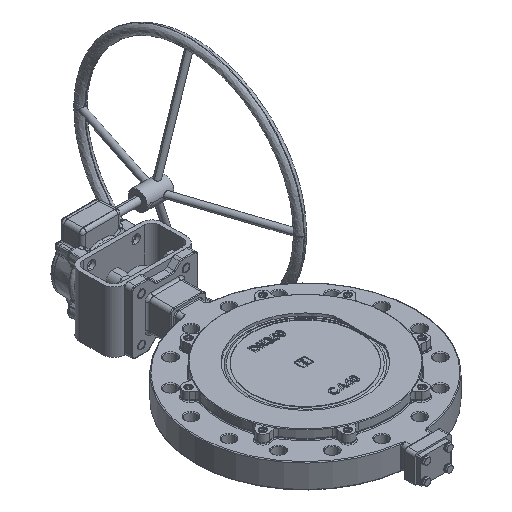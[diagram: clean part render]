
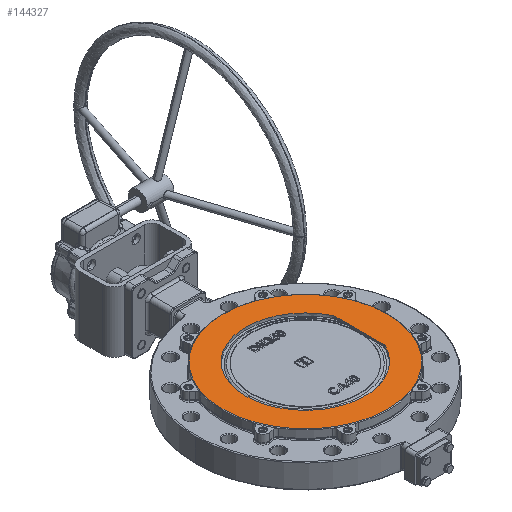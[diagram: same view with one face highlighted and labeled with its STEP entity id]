
A CAD part, isometric view. The second image highlights one B-rep face of the part: STEP entity #144327.
In plain terms, the highlighted planar face has unit normal (0, 0, 1).
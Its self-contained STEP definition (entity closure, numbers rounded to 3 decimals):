
#1386 = AXIS2_PLACEMENT_3D ( 'NONE', #270057, #244281, #328854 ) ;
#5164 = ORIENTED_EDGE ( 'NONE', *, *, #347408, .T. ) ;
#15954 = CARTESIAN_POINT ( 'NONE',  ( 141.5, -64.006, 56.5 ) ) ;
#30750 = CIRCLE ( 'NONE', #83713, 216. ) ;
#31397 = PLANE ( 'NONE',  #106154 ) ;
#33084 = CARTESIAN_POINT ( 'NONE',  ( 141.5, 64.006, 56.5 ) ) ;
#33386 = ORIENTED_EDGE ( 'NONE', *, *, #247436, .T. ) ;
#35035 = FACE_OUTER_BOUND ( 'NONE', #255495, .T. ) ;
#41882 = VERTEX_POINT ( 'NONE', #267419 ) ;
#42806 = VERTEX_POINT ( 'NONE', #33084 ) ;
#43243 = VERTEX_POINT ( 'NONE', #15954 ) ;
#45103 = LINE ( 'NONE', #157582, #206940 ) ;
#46135 = CARTESIAN_POINT ( 'NONE',  ( 140.491, -68.383, 56.5 ) ) ;
#51795 = CARTESIAN_POINT ( 'NONE',  ( -156.25, 0., 56.5 ) ) ;
#56911 = DIRECTION ( 'NONE',  ( 1., 0., 0. ) ) ;
#67555 = CARTESIAN_POINT ( 'NONE',  ( 0., 0., 56.5 ) ) ;
#70117 = CARTESIAN_POINT ( 'NONE',  ( 131.5, 64.006, 56.5 ) ) ;
#71522 = EDGE_CURVE ( 'NONE', #41882, #209105, #30750, .T. ) ;
#71863 = CARTESIAN_POINT ( 'NONE',  ( 0., 0., 56.5 ) ) ;
#83713 = AXIS2_PLACEMENT_3D ( 'NONE', #302041, #274462, #56911 ) ;
#96409 = DIRECTION ( 'NONE',  ( 0., 0., -1. ) ) ;
#97172 = ORIENTED_EDGE ( 'NONE', *, *, #199326, .F. ) ;
#100469 = DIRECTION ( 'NONE',  ( 0., 1., 0. ) ) ;
#106154 = AXIS2_PLACEMENT_3D ( 'NONE', #71863, #292916, #296539 ) ;
#114933 = DIRECTION ( 'NONE',  ( 0., 0., 1. ) ) ;
#116408 = ORIENTED_EDGE ( 'NONE', *, *, #133712, .T. ) ;
#127942 = DIRECTION ( 'NONE',  ( 1., 0., 0. ) ) ;
#133712 = EDGE_CURVE ( 'NONE', #331405, #287119, #155887, .T. ) ;
#144327 = ADVANCED_FACE ( 'NONE', ( #208299, #35035 ), #31397, .F. ) ;
#149627 = CIRCLE ( 'NONE', #284700, 156.25 ) ;
#155887 = CIRCLE ( 'NONE', #361663, 156.25 ) ;
#157582 = CARTESIAN_POINT ( 'NONE',  ( 141.5, 0., 56.5 ) ) ;
#168384 = AXIS2_PLACEMENT_3D ( 'NONE', #317466, #96409, #234715 ) ;
#168755 = EDGE_CURVE ( 'NONE', #209105, #41882, #266321, .T. ) ;
#181446 = CARTESIAN_POINT ( 'NONE',  ( 0., 0., 56.5 ) ) ;
#181941 = EDGE_CURVE ( 'NONE', #42806, #287119, #234983, .T. ) ;
#197856 = CIRCLE ( 'NONE', #168384, 10. ) ;
#199326 = EDGE_CURVE ( 'NONE', #43243, #42806, #45103, .T. ) ;
#205436 = AXIS2_PLACEMENT_3D ( 'NONE', #70117, #114933, #237891 ) ;
#206940 = VECTOR ( 'NONE', #100469, 1000. ) ;
#208299 = FACE_BOUND ( 'NONE', #296905, .T. ) ;
#209105 = VERTEX_POINT ( 'NONE', #256342 ) ;
#228761 = ORIENTED_EDGE ( 'NONE', *, *, #168755, .F. ) ;
#228981 = VERTEX_POINT ( 'NONE', #46135 ) ;
#234715 = DIRECTION ( 'NONE',  ( 1., 0., 0. ) ) ;
#234983 = CIRCLE ( 'NONE', #205436, 10. ) ;
#237891 = DIRECTION ( 'NONE',  ( 1., 0., 0. ) ) ;
#244281 = DIRECTION ( 'NONE',  ( 0., 0., -1. ) ) ;
#247436 = EDGE_CURVE ( 'NONE', #228981, #331405, #149627, .T. ) ;
#255495 = EDGE_LOOP ( 'NONE', ( #287803, #228761 ) ) ;
#256342 = CARTESIAN_POINT ( 'NONE',  ( -216., 0., 56.5 ) ) ;
#266321 = CIRCLE ( 'NONE', #1386, 216. ) ;
#267419 = CARTESIAN_POINT ( 'NONE',  ( 216., 0., 56.5 ) ) ;
#270057 = CARTESIAN_POINT ( 'NONE',  ( 0., 0., 56.5 ) ) ;
#274462 = DIRECTION ( 'NONE',  ( 0., 0., -1. ) ) ;
#284700 = AXIS2_PLACEMENT_3D ( 'NONE', #181446, #350738, #127942 ) ;
#285231 = CARTESIAN_POINT ( 'NONE',  ( 140.491, 68.383, 56.5 ) ) ;
#287119 = VERTEX_POINT ( 'NONE', #285231 ) ;
#287803 = ORIENTED_EDGE ( 'NONE', *, *, #71522, .F. ) ;
#288604 = DIRECTION ( 'NONE',  ( 1., 0., 0. ) ) ;
#292916 = DIRECTION ( 'NONE',  ( 0., 0., -1. ) ) ;
#296539 = DIRECTION ( 'NONE',  ( 1., 0., 0. ) ) ;
#296905 = EDGE_LOOP ( 'NONE', ( #5164, #33386, #116408, #317966, #97172 ) ) ;
#302041 = CARTESIAN_POINT ( 'NONE',  ( 0., 0., 56.5 ) ) ;
#317466 = CARTESIAN_POINT ( 'NONE',  ( 131.5, -64.006, 56.5 ) ) ;
#317966 = ORIENTED_EDGE ( 'NONE', *, *, #181941, .F. ) ;
#328854 = DIRECTION ( 'NONE',  ( 1., 0., 0. ) ) ;
#331405 = VERTEX_POINT ( 'NONE', #51795 ) ;
#342087 = DIRECTION ( 'NONE',  ( 0., 0., -1. ) ) ;
#347408 = EDGE_CURVE ( 'NONE', #43243, #228981, #197856, .T. ) ;
#350738 = DIRECTION ( 'NONE',  ( 0., 0., -1. ) ) ;
#361663 = AXIS2_PLACEMENT_3D ( 'NONE', #67555, #342087, #288604 ) ;
